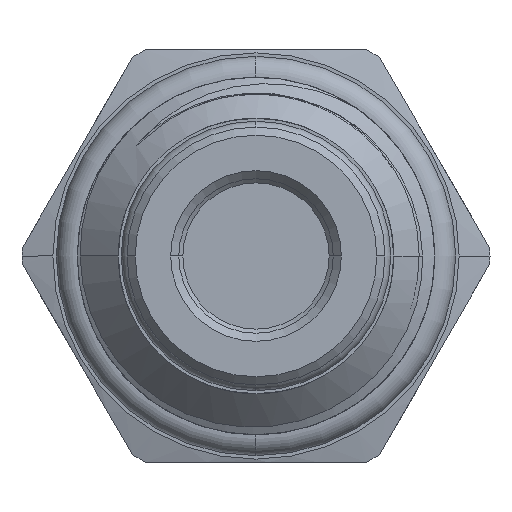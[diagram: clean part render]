
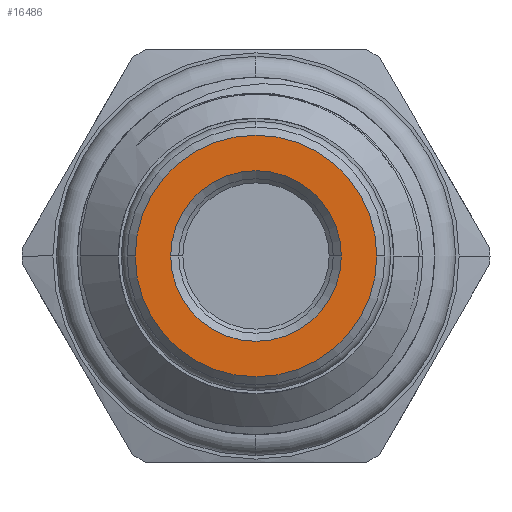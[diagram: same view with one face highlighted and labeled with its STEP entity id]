
A CAD part, left-side view. The second image highlights one B-rep face of the part: STEP entity #16486.
In plain terms, the highlighted planar face has unit normal (-1, 0, 0).
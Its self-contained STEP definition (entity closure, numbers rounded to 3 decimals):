
#419 = EDGE_CURVE ( 'NONE', #5495, #5333, #19617, .T. ) ;
#571 = EDGE_CURVE ( 'NONE', #5410, #5645, #19715, .T. ) ;
#1691 = CARTESIAN_POINT ( 'NONE',  ( -36.5, 0., 0. ) ) ;
#1752 = DIRECTION ( 'NONE',  ( -1., 0., 0. ) ) ;
#1976 = DIRECTION ( 'NONE',  ( 0., 1., 0. ) ) ;
#1991 = PLANE ( 'NONE',  #6751 ) ;
#3228 = CIRCLE ( 'NONE', #6666, 7.435 ) ;
#3237 = CIRCLE ( 'NONE', #6670, 5.25 ) ;
#3398 = FACE_BOUND ( 'NONE', #5139, .T. ) ;
#3402 = FACE_OUTER_BOUND ( 'NONE', #5148, .T. ) ;
#3624 = CARTESIAN_POINT ( 'NONE',  ( -36.5, 5.25, 0. ) ) ;
#4135 = CARTESIAN_POINT ( 'NONE',  ( -36.5, 7.435, 0. ) ) ;
#4358 = CARTESIAN_POINT ( 'NONE',  ( -36.5, -5.25, 0. ) ) ;
#4435 = CARTESIAN_POINT ( 'NONE',  ( -36.5, -7.435, 0. ) ) ;
#5139 = EDGE_LOOP ( 'NONE', ( #17466, #17645 ) ) ;
#5148 = EDGE_LOOP ( 'NONE', ( #17465, #17458 ) ) ;
#5333 = VERTEX_POINT ( 'NONE', #4435 ) ;
#5410 = VERTEX_POINT ( 'NONE', #4358 ) ;
#5495 = VERTEX_POINT ( 'NONE', #4135 ) ;
#5645 = VERTEX_POINT ( 'NONE', #3624 ) ;
#6666 = AXIS2_PLACEMENT_3D ( 'NONE', #8929, #8928, #8927 ) ;
#6670 = AXIS2_PLACEMENT_3D ( 'NONE', #9506, #9251, #9250 ) ;
#6751 = AXIS2_PLACEMENT_3D ( 'NONE', #1691, #1752, #1976 ) ;
#8927 = DIRECTION ( 'NONE',  ( 0., 1., 0. ) ) ;
#8928 = DIRECTION ( 'NONE',  ( -1., 0., 0. ) ) ;
#8929 = CARTESIAN_POINT ( 'NONE',  ( -36.5, 0., 0. ) ) ;
#9250 = DIRECTION ( 'NONE',  ( 0., 1., 0. ) ) ;
#9251 = DIRECTION ( 'NONE',  ( -1., 0., 0. ) ) ;
#9506 = CARTESIAN_POINT ( 'NONE',  ( -36.5, 0., 0. ) ) ;
#13912 = EDGE_CURVE ( 'NONE', #5333, #5495, #3228, .T. ) ;
#13924 = EDGE_CURVE ( 'NONE', #5645, #5410, #3237, .T. ) ;
#14318 = AXIS2_PLACEMENT_3D ( 'NONE', #15008, #15007, #15006 ) ;
#14400 = AXIS2_PLACEMENT_3D ( 'NONE', #14730, #14729, #14728 ) ;
#14728 = DIRECTION ( 'NONE',  ( 0., 1., 0. ) ) ;
#14729 = DIRECTION ( 'NONE',  ( -1., 0., 0. ) ) ;
#14730 = CARTESIAN_POINT ( 'NONE',  ( -36.5, 0., 0. ) ) ;
#15006 = DIRECTION ( 'NONE',  ( 0., 1., 0. ) ) ;
#15007 = DIRECTION ( 'NONE',  ( -1., 0., 0. ) ) ;
#15008 = CARTESIAN_POINT ( 'NONE',  ( -36.5, 0., 0. ) ) ;
#16486 = ADVANCED_FACE ( 'NONE', ( #3402, #3398 ), #1991, .T. ) ;
#17458 = ORIENTED_EDGE ( 'NONE', *, *, #419, .T. ) ;
#17465 = ORIENTED_EDGE ( 'NONE', *, *, #13912, .T. ) ;
#17466 = ORIENTED_EDGE ( 'NONE', *, *, #13924, .F. ) ;
#17645 = ORIENTED_EDGE ( 'NONE', *, *, #571, .F. ) ;
#19617 = CIRCLE ( 'NONE', #14318, 7.435 ) ;
#19715 = CIRCLE ( 'NONE', #14400, 5.25 ) ;
